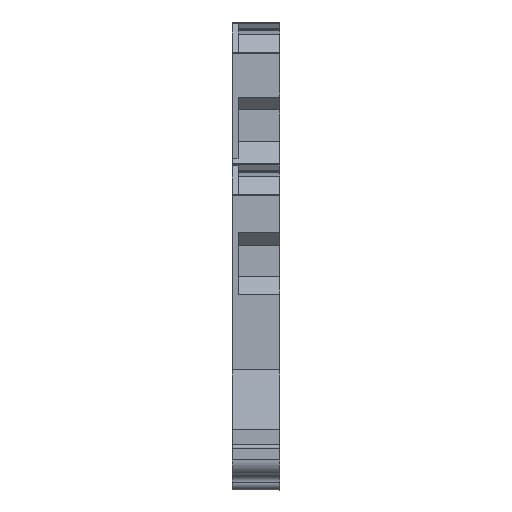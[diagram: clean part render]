
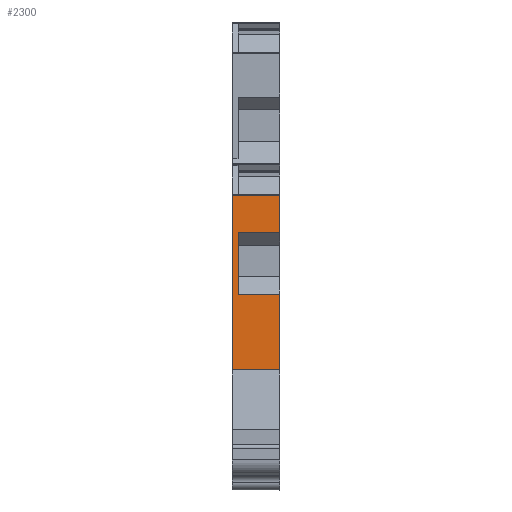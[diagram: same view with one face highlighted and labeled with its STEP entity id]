
A CAD part, front view. The second image highlights one B-rep face of the part: STEP entity #2300.
In plain terms, the highlighted planar face has unit normal (0, -1, 0).
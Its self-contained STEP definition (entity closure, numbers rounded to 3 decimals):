
#2248=AXIS2_PLACEMENT_3D('Plane Axis2P3D',#2245,#2246,#2247) ;
#768=CARTESIAN_POINT('Vertex',(0.,0.,15.35)) ;
#771=CARTESIAN_POINT('Line Origine',(0.,0.,26.525)) ;
#775=CARTESIAN_POINT('Vertex',(0.,0.,37.7)) ;
#2225=CARTESIAN_POINT('Line Origine',(3.05,0.,37.7)) ;
#2229=CARTESIAN_POINT('Vertex',(6.1,0.,37.7)) ;
#2245=CARTESIAN_POINT('Axis2P3D Location',(6.1,0.,25.05)) ;
#2250=CARTESIAN_POINT('Line Origine',(3.425,0.,25.05)) ;
#2254=CARTESIAN_POINT('Vertex',(6.1,0.,25.05)) ;
#2256=CARTESIAN_POINT('Vertex',(0.75,0.,25.05)) ;
#2259=CARTESIAN_POINT('Line Origine',(0.75,0.,29.)) ;
#2263=CARTESIAN_POINT('Vertex',(0.75,0.,32.95)) ;
#2266=CARTESIAN_POINT('Line Origine',(3.425,0.,32.95)) ;
#2270=CARTESIAN_POINT('Vertex',(6.1,0.,32.95)) ;
#2273=CARTESIAN_POINT('Line Origine',(6.1,0.,35.325)) ;
#2278=CARTESIAN_POINT('Line Origine',(3.05,0.,15.35)) ;
#2282=CARTESIAN_POINT('Vertex',(6.1,0.,15.35)) ;
#2285=CARTESIAN_POINT('Line Origine',(6.1,0.,20.2)) ;
#772=DIRECTION('Vector Direction',(0.,0.,-1.)) ;
#2226=DIRECTION('Vector Direction',(-1.,0.,0.)) ;
#2246=DIRECTION('Axis2P3D Direction',(-0.,1.,0.)) ;
#2247=DIRECTION('Axis2P3D XDirection',(0.,-0.,1.)) ;
#2251=DIRECTION('Vector Direction',(-1.,0.,0.)) ;
#2260=DIRECTION('Vector Direction',(0.,0.,-1.)) ;
#2267=DIRECTION('Vector Direction',(-1.,0.,0.)) ;
#2274=DIRECTION('Vector Direction',(0.,0.,-1.)) ;
#2279=DIRECTION('Vector Direction',(-1.,0.,0.)) ;
#2286=DIRECTION('Vector Direction',(0.,0.,-1.)) ;
#773=VECTOR('Line Direction',#772,1.) ;
#2227=VECTOR('Line Direction',#2226,1.) ;
#2252=VECTOR('Line Direction',#2251,1.) ;
#2261=VECTOR('Line Direction',#2260,1.) ;
#2268=VECTOR('Line Direction',#2267,1.) ;
#2275=VECTOR('Line Direction',#2274,1.) ;
#2280=VECTOR('Line Direction',#2279,1.) ;
#2287=VECTOR('Line Direction',#2286,1.) ;
#2291=ORIENTED_EDGE('',*,*,#2258,.T.) ;
#2292=ORIENTED_EDGE('',*,*,#2265,.F.) ;
#2293=ORIENTED_EDGE('',*,*,#2272,.F.) ;
#2294=ORIENTED_EDGE('',*,*,#2277,.F.) ;
#2295=ORIENTED_EDGE('',*,*,#2231,.T.) ;
#2296=ORIENTED_EDGE('',*,*,#777,.T.) ;
#2297=ORIENTED_EDGE('',*,*,#2284,.F.) ;
#2298=ORIENTED_EDGE('',*,*,#2289,.F.) ;
#2300=ADVANCED_FACE('V1',(#2299),#2249,.F.) ;
#777=EDGE_CURVE('',#776,#769,#774,.T.) ;
#2231=EDGE_CURVE('',#2230,#776,#2228,.T.) ;
#2258=EDGE_CURVE('',#2255,#2257,#2253,.T.) ;
#2265=EDGE_CURVE('',#2264,#2257,#2262,.T.) ;
#2272=EDGE_CURVE('',#2271,#2264,#2269,.T.) ;
#2277=EDGE_CURVE('',#2230,#2271,#2276,.T.) ;
#2284=EDGE_CURVE('',#2283,#769,#2281,.T.) ;
#2289=EDGE_CURVE('',#2255,#2283,#2288,.T.) ;
#2290=EDGE_LOOP('',(#2291,#2292,#2293,#2294,#2295,#2296,#2297,#2298)) ;
#2299=FACE_OUTER_BOUND('',#2290,.T.) ;
#774=LINE('Line',#771,#773) ;
#2228=LINE('Line',#2225,#2227) ;
#2253=LINE('Line',#2250,#2252) ;
#2262=LINE('Line',#2259,#2261) ;
#2269=LINE('Line',#2266,#2268) ;
#2276=LINE('Line',#2273,#2275) ;
#2281=LINE('Line',#2278,#2280) ;
#2288=LINE('Line',#2285,#2287) ;
#2249=PLANE('',#2248) ;
#769=VERTEX_POINT('',#768) ;
#776=VERTEX_POINT('',#775) ;
#2230=VERTEX_POINT('',#2229) ;
#2255=VERTEX_POINT('',#2254) ;
#2257=VERTEX_POINT('',#2256) ;
#2264=VERTEX_POINT('',#2263) ;
#2271=VERTEX_POINT('',#2270) ;
#2283=VERTEX_POINT('',#2282) ;
